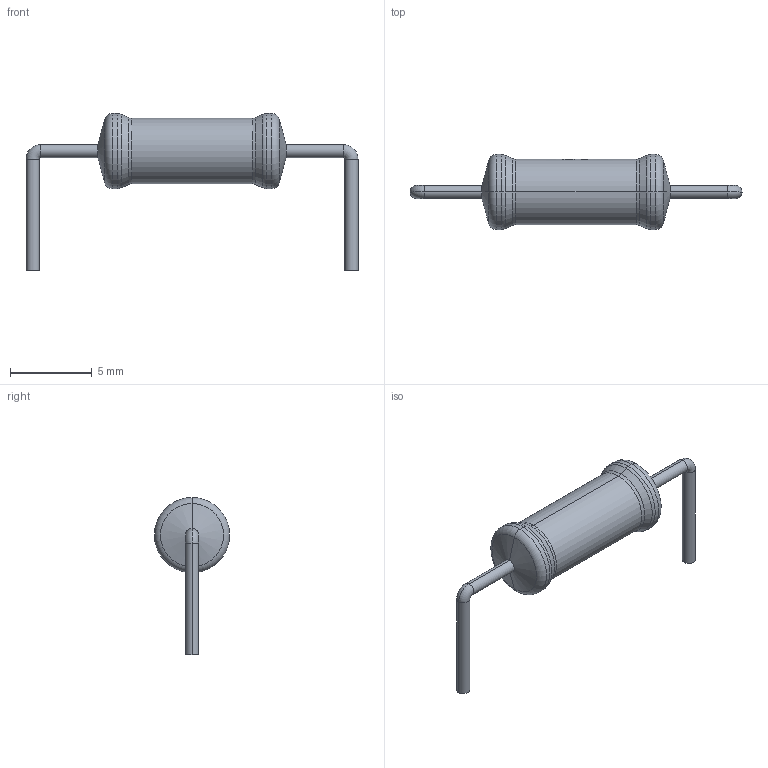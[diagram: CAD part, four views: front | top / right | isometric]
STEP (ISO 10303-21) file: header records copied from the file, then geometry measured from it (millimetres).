
FILE_DESCRIPTION (( 'STEP AP214' ), '1' );
FILE_NAME ('RES-TH_BD4.6-L11.5-P19.50-D0.8.step', '2022-07-28T09:15:09', ( '' ), ( '' ), 'SwSTEP 2.0', 'SolidWorks 2020', '' );
FILE_SCHEMA (( 'AUTOMOTIVE_DESIGN' ));
Length unit declared in the file: millimetre
Products named in the file (1): RES-TH_BD4.6-L11.5-P19.50-D0.8
Bounding box: 20.3 x 4.6 x 9.6 mm (x, y, z)
Volume: 157.9 mm3; surface area: 224.2 mm2
Topology: 1 solids, 1 shells, 264 faces, 693 edges, 450 vertices
Faces by surface type: plane 109, bspline 98, cylinder 33, torus 16, cone 8
Entity records: 12813 total; most frequent: CARTESIAN_POINT 4638, ORIENTED_EDGE 1386, EDGE_CURVE 693, DIRECTION 673, VERTEX_POINT 450, EDGE_LOOP 283, UNCERTAINTY_MEASURE_WITH_UNIT 267, COLOUR_RGB 266
